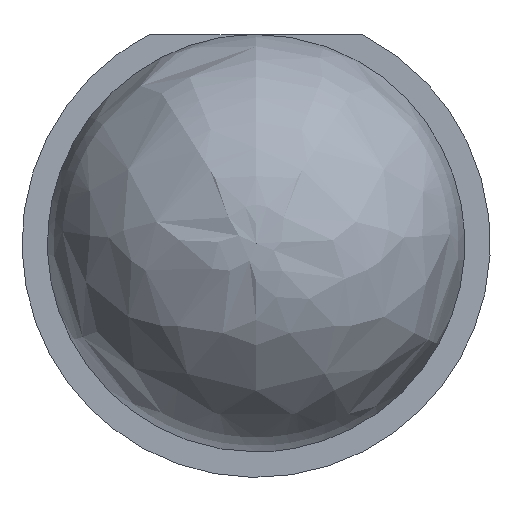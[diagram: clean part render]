
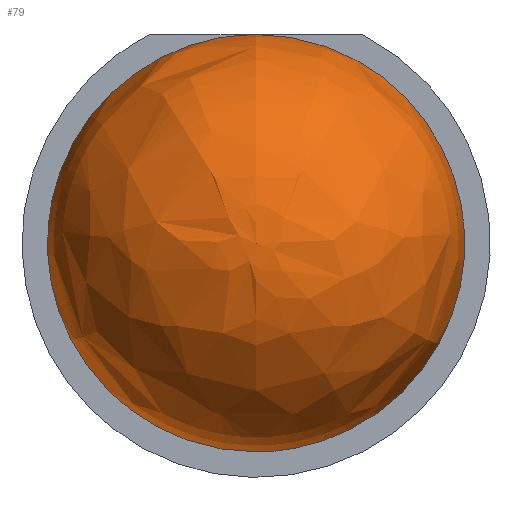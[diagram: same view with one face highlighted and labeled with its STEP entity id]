
A CAD part, front view. The second image highlights one B-rep face of the part: STEP entity #79.
In plain terms, the highlighted free-form (B-spline) face has degree [2, 2] with [9, 3] control points.
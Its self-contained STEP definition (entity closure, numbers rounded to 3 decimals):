
#79 = ADVANCED_FACE('',(#80),#111,.T.);
#80 = FACE_BOUND('',#81,.T.);
#81 = EDGE_LOOP('',(#82,#94,#102,#103));
#82 = ORIENTED_EDGE('',*,*,#83,.F.);
#83 = EDGE_CURVE('',#84,#86,#88,.T.);
#84 = VERTEX_POINT('',#85);
#85 = CARTESIAN_POINT('',(0.,-9.217,3.448));
#86 = VERTEX_POINT('',#87);
#87 = CARTESIAN_POINT('',(0.,-9.217,
    -3.448));
#88 = ( BOUNDED_CURVE() B_SPLINE_CURVE(2,(#89,#90,#91,#92,#93),
.UNSPECIFIED.,.F.,.F.) B_SPLINE_CURVE_WITH_KNOTS((3,2,3),(4.712
,6.283,7.854),.PIECEWISE_BEZIER_KNOTS.) CURVE() 
GEOMETRIC_REPRESENTATION_ITEM() RATIONAL_B_SPLINE_CURVE((1.,
0.707,1.,0.707,1.)) REPRESENTATION_ITEM('') );
#89 = CARTESIAN_POINT('',(0.,-9.217,
    3.448));
#90 = CARTESIAN_POINT('',(3.448,-9.217,3.448)
  );
#91 = CARTESIAN_POINT('',(3.448,-9.217,
    0.));
#92 = CARTESIAN_POINT('',(3.448,-9.217,-3.448
    ));
#93 = CARTESIAN_POINT('',(0.,-9.217,
    -3.448));
#94 = ORIENTED_EDGE('',*,*,#95,.T.);
#95 = EDGE_CURVE('',#84,#96,#98,.T.);
#96 = VERTEX_POINT('',#97);
#97 = CARTESIAN_POINT('',(0.,-12.665,
    0.));
#98 = ( BOUNDED_CURVE() B_SPLINE_CURVE(2,(#99,#100,#101),.UNSPECIFIED.,
.F.,.F.) B_SPLINE_CURVE_WITH_KNOTS((3,3),(0.,1.571),
.PIECEWISE_BEZIER_KNOTS.) CURVE() GEOMETRIC_REPRESENTATION_ITEM() 
RATIONAL_B_SPLINE_CURVE((1.,0.707,1.)) REPRESENTATION_ITEM('') 
  );
#99 = CARTESIAN_POINT('',(0.,-9.217,
    3.448));
#100 = CARTESIAN_POINT('',(0.,-12.665,
    3.448));
#101 = CARTESIAN_POINT('',(0.,-12.665,
    0.));
#102 = ORIENTED_EDGE('',*,*,#95,.F.);
#103 = ORIENTED_EDGE('',*,*,#104,.F.);
#104 = EDGE_CURVE('',#86,#84,#105,.T.);
#105 = ( BOUNDED_CURVE() B_SPLINE_CURVE(2,(#106,#107,#108,#109,#110),
.UNSPECIFIED.,.F.,.F.) B_SPLINE_CURVE_WITH_KNOTS((3,2,3),(1.571
,3.142,4.712),.PIECEWISE_BEZIER_KNOTS.) CURVE() 
GEOMETRIC_REPRESENTATION_ITEM() RATIONAL_B_SPLINE_CURVE((1.,
0.707,1.,0.707,1.)) REPRESENTATION_ITEM('') );
#106 = CARTESIAN_POINT('',(0.,-9.217,
    -3.448));
#107 = CARTESIAN_POINT('',(-3.448,-9.217,
    -3.448));
#108 = CARTESIAN_POINT('',(-3.448,-9.217,
    0.));
#109 = CARTESIAN_POINT('',(-3.448,-9.217,
    3.448));
#110 = CARTESIAN_POINT('',(0.,-9.217,
    3.448));
#111 = ( BOUNDED_SURFACE() B_SPLINE_SURFACE(2,2,(
    (#112,#113,#114)
    ,(#115,#116,#117)
    ,(#118,#119,#120)
    ,(#121,#122,#123)
    ,(#124,#125,#126)
    ,(#127,#128,#129)
    ,(#130,#131,#132)
    ,(#133,#134,#135)
    ,(#136,#137,#138
)),.UNSPECIFIED.,.T.,.F.,.F.) B_SPLINE_SURFACE_WITH_KNOTS((3,2,2,2,3),(3
    ,3),(3.142,4.189,6.283,8.378,
    9.425),(-1.571,0.),.UNSPECIFIED.) 
GEOMETRIC_REPRESENTATION_ITEM() RATIONAL_B_SPLINE_SURFACE((
    (0.75,0.53,0.75)
    ,(0.75,0.53,0.75)
    ,(1.,0.707,1.)
    ,(0.5,0.354,0.5)
    ,(1.,0.707,1.)
    ,(0.5,0.354,0.5)
    ,(1.,0.707,1.)
    ,(0.75,0.53,0.75)
,(0.75,0.53,0.75))) REPRESENTATION_ITEM('') SURFACE() );
#112 = CARTESIAN_POINT('',(0.,-12.665,
    0.));
#113 = CARTESIAN_POINT('',(0.,-12.665,
    3.448));
#114 = CARTESIAN_POINT('',(0.,-9.217,
    3.448));
#115 = CARTESIAN_POINT('',(0.,-12.665,
    0.));
#116 = CARTESIAN_POINT('',(1.991,-12.665,3.448
    ));
#117 = CARTESIAN_POINT('',(1.991,-9.217,3.448
    ));
#118 = CARTESIAN_POINT('',(0.,-12.665,
    0.));
#119 = CARTESIAN_POINT('',(2.986,-12.665,1.724
    ));
#120 = CARTESIAN_POINT('',(2.986,-9.217,1.724
    ));
#121 = CARTESIAN_POINT('',(0.,-12.665,
    0.));
#122 = CARTESIAN_POINT('',(5.972,-12.665,
    -3.448));
#123 = CARTESIAN_POINT('',(5.972,-9.217,
    -3.448));
#124 = CARTESIAN_POINT('',(0.,-12.665,0.));
#125 = CARTESIAN_POINT('',(0.,-12.665,-3.448));
#126 = CARTESIAN_POINT('',(0.,-9.217,-3.448));
#127 = CARTESIAN_POINT('',(0.,-12.665,
    0.));
#128 = CARTESIAN_POINT('',(-5.972,-12.665,
    -3.448));
#129 = CARTESIAN_POINT('',(-5.972,-9.217,
    -3.448));
#130 = CARTESIAN_POINT('',(0.,-12.665,
    0.));
#131 = CARTESIAN_POINT('',(-2.986,-12.665,
    1.724));
#132 = CARTESIAN_POINT('',(-2.986,-9.217,
    1.724));
#133 = CARTESIAN_POINT('',(0.,-12.665,
    0.));
#134 = CARTESIAN_POINT('',(-1.991,-12.665,
    3.448));
#135 = CARTESIAN_POINT('',(-1.991,-9.217,
    3.448));
#136 = CARTESIAN_POINT('',(0.,-12.665,
    0.));
#137 = CARTESIAN_POINT('',(0.,-12.665,
    3.448));
#138 = CARTESIAN_POINT('',(0.,-9.217,
    3.448));
